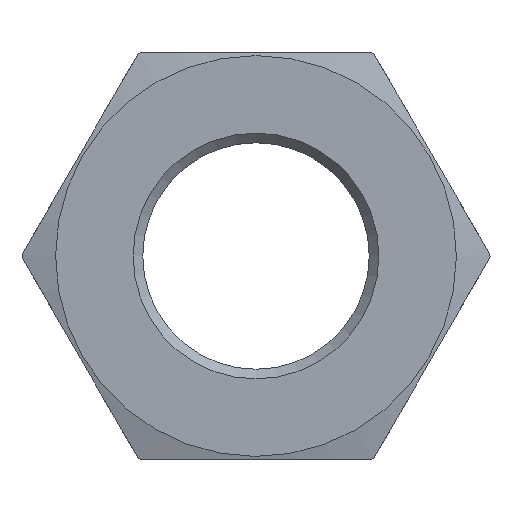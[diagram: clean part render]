
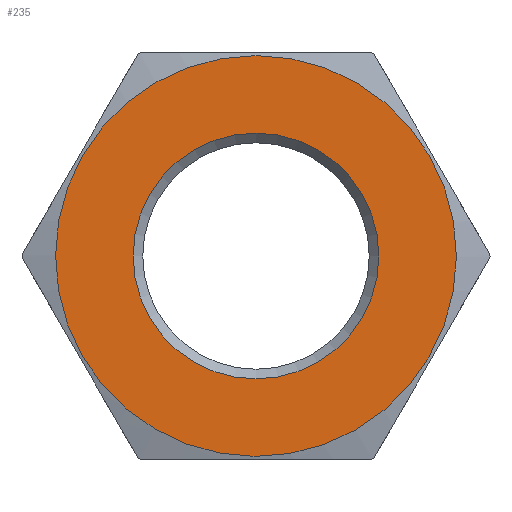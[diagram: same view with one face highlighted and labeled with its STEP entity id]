
A CAD part, left-side view. The second image highlights one B-rep face of the part: STEP entity #235.
In plain terms, the highlighted planar face has unit normal (-1, 0, 0).
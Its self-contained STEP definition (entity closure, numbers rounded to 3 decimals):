
#147=FACE_BOUND('',#318,.T.);
#148=FACE_BOUND('',#319,.T.);
#197=CIRCLE('',#685,34.5);
#198=CIRCLE('',#687,21.155);
#235=ADVANCED_FACE('',(#147,#148),#247,.F.);
#247=PLANE('',#688);
#318=EDGE_LOOP('',(#476));
#319=EDGE_LOOP('',(#477));
#476=ORIENTED_EDGE('',*,*,#596,.T.);
#477=ORIENTED_EDGE('',*,*,#595,.T.);
#528=VERTEX_POINT('',#1064);
#529=VERTEX_POINT('',#1067);
#595=EDGE_CURVE('',#528,#528,#197,.T.);
#596=EDGE_CURVE('',#529,#529,#198,.T.);
#685=AXIS2_PLACEMENT_3D('',#1063,#842,#843);
#687=AXIS2_PLACEMENT_3D('',#1066,#846,#847);
#688=AXIS2_PLACEMENT_3D('',#1068,#848,#849);
#842=DIRECTION('',(-1.,0.,0.));
#843=DIRECTION('',(0.,0.,1.));
#846=DIRECTION('',(1.,0.,0.));
#847=DIRECTION('',(0.,0.,-1.));
#848=DIRECTION('',(1.,0.,0.));
#849=DIRECTION('',(0.,0.,-1.));
#1063=CARTESIAN_POINT('',(0.,0.,0.));
#1064=CARTESIAN_POINT('',(0.,0.,34.5));
#1066=CARTESIAN_POINT('',(0.,0.,0.));
#1067=CARTESIAN_POINT('',(0.,0.,-21.155));
#1068=CARTESIAN_POINT('',(0.,0.,0.));
